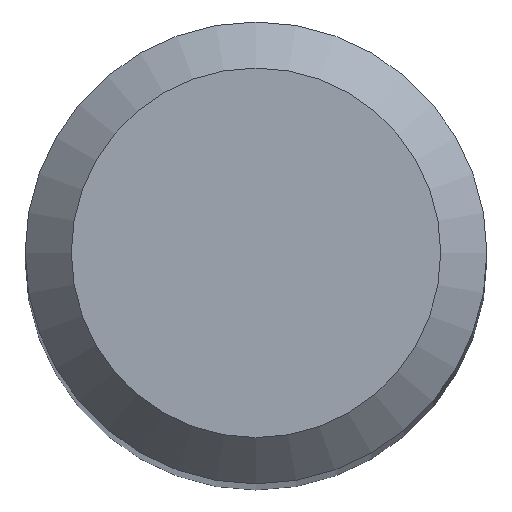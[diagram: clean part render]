
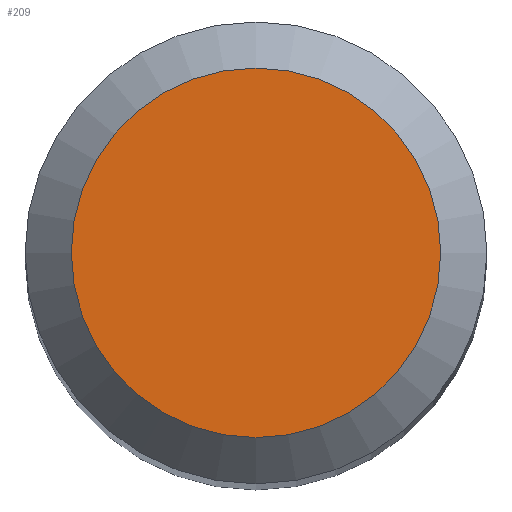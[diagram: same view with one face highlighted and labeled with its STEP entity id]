
A CAD part, top view. The second image highlights one B-rep face of the part: STEP entity #209.
In plain terms, the highlighted planar face has unit normal (0, 0, 1).
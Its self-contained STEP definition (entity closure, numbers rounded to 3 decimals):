
#4 = ORIENTED_EDGE ( 'NONE', *, *, #99, .F. ) ;
#18 = DIRECTION ( 'NONE',  ( 0., 1., 0. ) ) ;
#26 = DIRECTION ( 'NONE',  ( 0., 1., 0. ) ) ;
#37 = DIRECTION ( 'NONE',  ( 0., 0., -1. ) ) ;
#39 = VERTEX_POINT ( 'NONE', #61 ) ;
#40 = AXIS2_PLACEMENT_3D ( 'NONE', #115, #37, #18 ) ;
#42 = DIRECTION ( 'NONE',  ( 0., 0., -1. ) ) ;
#61 = CARTESIAN_POINT ( 'NONE',  ( 0., 1.6, 35. ) ) ;
#99 = EDGE_CURVE ( 'NONE', #39, #39, #193, .T. ) ;
#115 = CARTESIAN_POINT ( 'NONE',  ( 0., 0., 35. ) ) ;
#139 = EDGE_LOOP ( 'NONE', ( #4 ) ) ;
#182 = PLANE ( 'NONE',  #40 ) ;
#188 = CARTESIAN_POINT ( 'NONE',  ( 0., 0., 35. ) ) ;
#193 = CIRCLE ( 'NONE', #197, 1.6 ) ;
#195 = FACE_OUTER_BOUND ( 'NONE', #139, .T. ) ;
#197 = AXIS2_PLACEMENT_3D ( 'NONE', #188, #42, #26 ) ;
#209 = ADVANCED_FACE ( 'NONE', ( #195 ), #182, .F. ) ;
